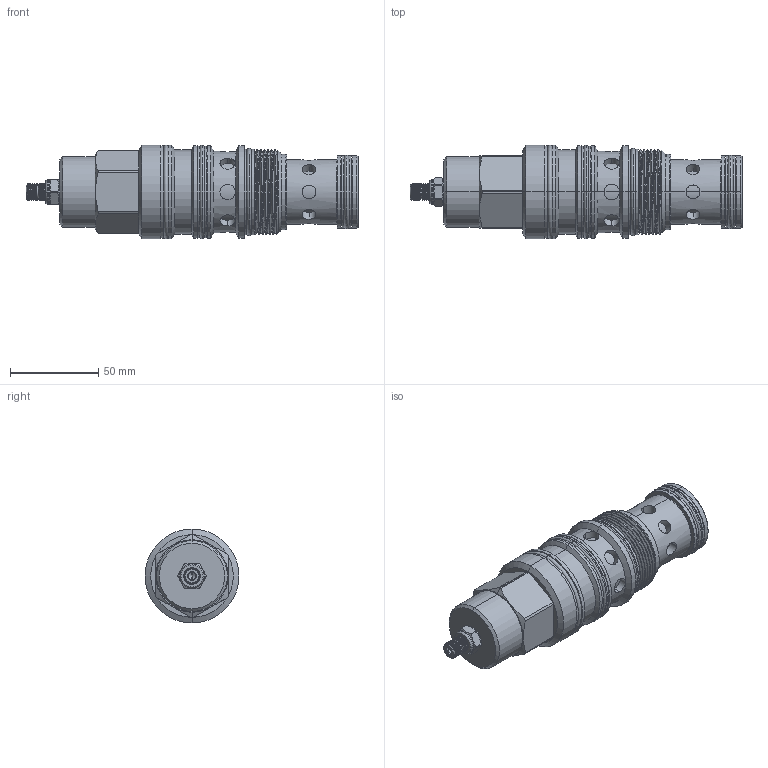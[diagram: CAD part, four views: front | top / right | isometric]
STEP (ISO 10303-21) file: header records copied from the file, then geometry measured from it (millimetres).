
FILE_DESCRIPTION (( 'STEP AP203' ), '1' );
FILE_NAME ('FP24A4C-L.STEP', '2016-05-20T07:07:45', ( '' ), ( '' ), 'SwSTEP 2.0', 'SolidWorks 2012', '' );
FILE_SCHEMA (( 'CONFIG_CONTROL_DESIGN' ));
Length unit declared in the file: millimetre
Products named in the file (1): FP24A4C-L
Bounding box: 187.78 x 53.14 x 53.14 mm (x, y, z)
Volume: 259871 mm3; surface area: 44580.9 mm2
Topology: 7 solids, 7 shells, 354 faces, 803 edges, 495 vertices
Faces by surface type: cylinder 179, plane 72, cone 50, torus 44, bspline 9
Entity records: 19006 total; most frequent: CARTESIAN_POINT 11236, DIRECTION 1619, ORIENTED_EDGE 1602, EDGE_CURVE 801, AXIS2_PLACEMENT_3D 679, VERTEX_POINT 495, EDGE_LOOP 396, FACE_OUTER_BOUND 354
